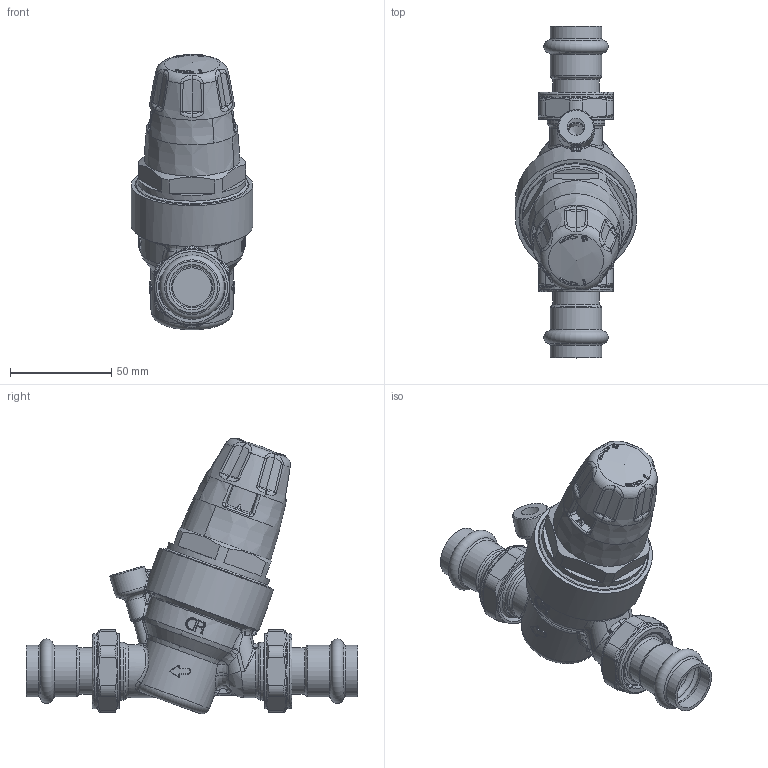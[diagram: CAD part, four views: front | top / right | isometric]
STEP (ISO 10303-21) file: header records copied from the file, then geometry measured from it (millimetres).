
FILE_DESCRIPTION(/* description */ (''),/* implementation_level */ '2;1');
FILE_NAME(/* name */ '535650HA_Simplify_1.stp',/* time_stamp */ '2025-08-18T16:56:24-05:00',/* author */ ('ischreiner'),/* organization */ (''),/* preprocessor_version */ 'ST-DEVELOPER v20',/* originating_system */ 'Autodesk Inventor 2025',/* authorisation */ '');
FILE_SCHEMA (('AUTOMOTIVE_DESIGN { 1 0 10303 214 3 1 1 }'));
Products named in the file (1): 535650HA_Simplify_1
Bounding box: 59.99 x 163.66 x 135.88 mm (x, y, z)
Volume: 289325.9 mm3; surface area: 51033.6 mm2
Topology: 5 solids, 5 shells, 1008 faces, 2499 edges, 1471 vertices
Faces by surface type: bspline 402, cylinder 220, plane 159, torus 120, cone 60, sphere 47
Full cylindrical faces by diameter (mm): 7.95 x1, 18 x1, 19.05 x2, 22.352 x4, 22.86 x2, 25.4 x4, 26 x1, 27.686 x2, 28.5 x2, 29.515 x2, 30.5 x2, 33.1 x2, 37 x4, 53 x1, 60 x1
Entity records: 55498 total; most frequent: CARTESIAN_POINT 32727, ORIENTED_EDGE 4894, DIRECTION 4107, EDGE_CURVE 2447, AXIS2_PLACEMENT_3D 1828, VERTEX_POINT 1471, EDGE_LOOP 1038, STYLED_ITEM 1013
